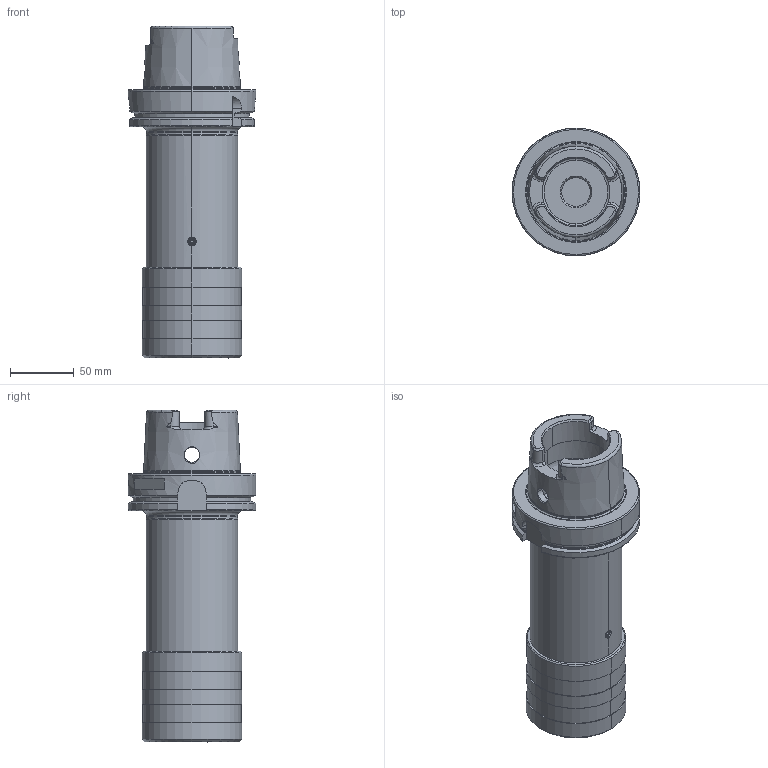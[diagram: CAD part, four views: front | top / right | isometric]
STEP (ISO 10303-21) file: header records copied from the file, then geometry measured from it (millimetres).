
FILE_DESCRIPTION((''),'2;1');
FILE_NAME('A100_16_36','2020-08-20T',('103090'),(''),'CREO PARAMETRIC BY PTC INC, 2016260','CREO PARAMETRIC BY PTC INC, 2016260','');
FILE_SCHEMA(('CONFIG_CONTROL_DESIGN'));
Length unit declared in the file: millimetre
Products named in the file (1): A100_16_36
Bounding box: 100 x 100 x 260 mm (x, y, z)
Volume: 924060.8 mm3; surface area: 111065.2 mm2
Topology: 1 solids, 1 shells, 241 faces, 603 edges, 370 vertices
Faces by surface type: plane 78, cylinder 68, cone 54, torus 35, sphere 6
Entity records: 8195 total; most frequent: CARTESIAN_POINT 2466, DIRECTION 1212, ORIENTED_EDGE 1190, EDGE_CURVE 595, AXIS2_PLACEMENT_3D 499, VERTEX_POINT 370, EDGE_LOOP 263, CIRCLE 255
